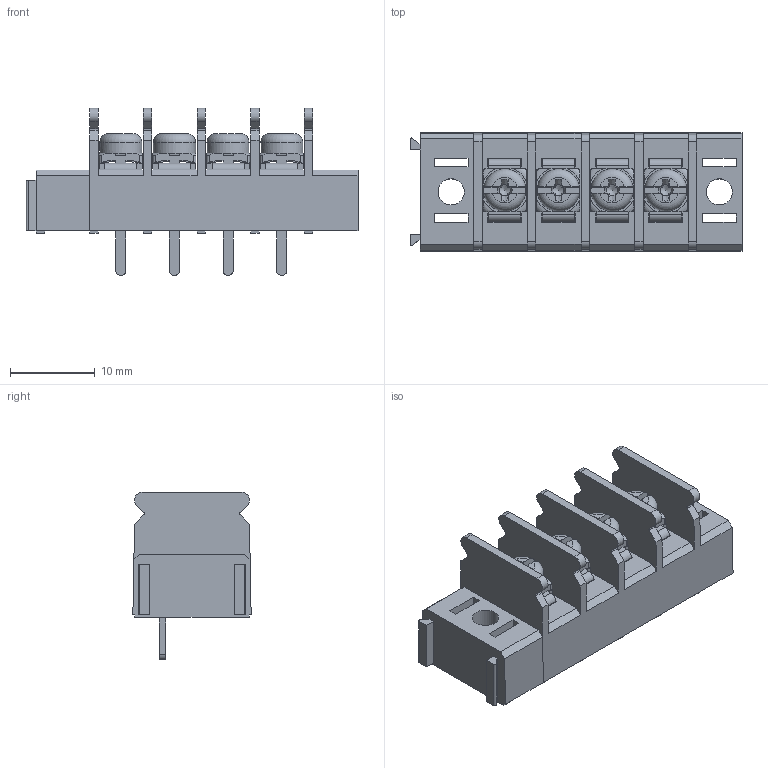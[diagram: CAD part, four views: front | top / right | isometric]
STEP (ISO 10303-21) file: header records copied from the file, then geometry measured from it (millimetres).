
FILE_DESCRIPTION( ( 'Unknown' ), '1' );
FILE_NAME( 'T30M-OS1104.stp', 'Unknown', ( 'Unknown' ), ( 'Unknown' ), 'XStep 1.0', 'Unknown', ' ' );
FILE_SCHEMA( ( 'automotive_design' ) );
Length unit declared in the file: millimetre
Products named in the file (1): 1
Bounding box: 39.29 x 14 x 19.8 mm (x, y, z)
Volume: 4446.2 mm3; surface area: 4539.3 mm2
Topology: 1 solids, 7 shells, 612 faces, 1730 edges, 1131 vertices
Faces by surface type: plane 469, cylinder 61, torus 46, cone 20, bspline 16
Full cylindrical faces by diameter (mm): 3.1 x2, 5 x4
Entity records: 20835 total; most frequent: CARTESIAN_POINT 5390, ORIENTED_EDGE 3414, DIRECTION 2876, EDGE_CURVE 1707, LINE 1208, VECTOR 1208, VERTEX_POINT 1122, AXIS2_PLACEMENT_3D 834
